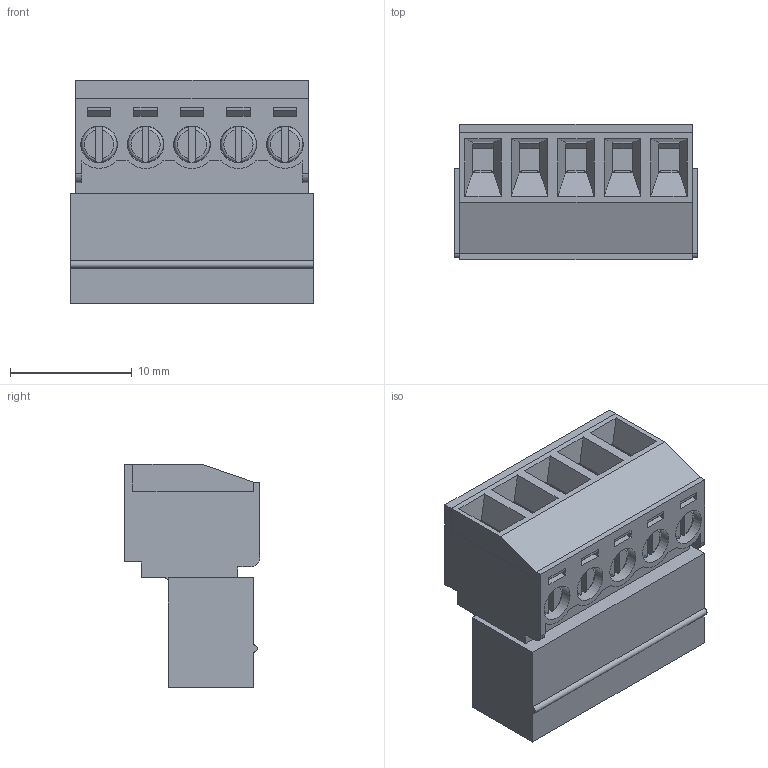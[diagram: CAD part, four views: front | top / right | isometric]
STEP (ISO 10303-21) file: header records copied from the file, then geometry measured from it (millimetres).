
FILE_DESCRIPTION( ( 'Unknown' ), '1' );
FILE_NAME( '691348300005.stp', 'Unknown', ( 'Unknown' ), ( 'Unknown' ), 'PSStep 17.0.49', 'Unknown', ' ' );
FILE_SCHEMA( ( 'AUTOMOTIVE_DESIGN { 1 0 10303 214 1 1 1 1 }' ) );
Length unit declared in the file: millimetre
Products named in the file (6): Assem1; 6913483000xx_Cage; 6913483000xx_Pin; 6913483000xx_vis; 691348300005; 691348300005_CAPOT
Assembly tree (17 placements, depth 2):
  Assem1
    6913483000xx_Cage  x5
    6913483000xx_Pin  x5
    6913483000xx_vis  x5
    691348300005
    691348300005_CAPOT
Bounding box: 19.93 x 11.1 x 18.3 mm (x, y, z)
Volume: 1794 mm3; surface area: 5380.2 mm2
Topology: 17 solids, 17 shells, 829 faces, 2215 edges, 1455 vertices
Faces by surface type: plane 710, cylinder 99, torus 20
Full cylindrical faces by diameter (mm): 1.45 x5, 1.6 x5, 1.9 x10, 2 x5, 2.9 x5, 3 x5
Entity records: 24011 total; most frequent: CARTESIAN_POINT 3394, ORIENTED_EDGE 3282, DIRECTION 3029, EDGE_CURVE 1641, LINE 1491, VECTOR 1491, VERTEX_POINT 1094, AXIS2_PLACEMENT_3D 769
